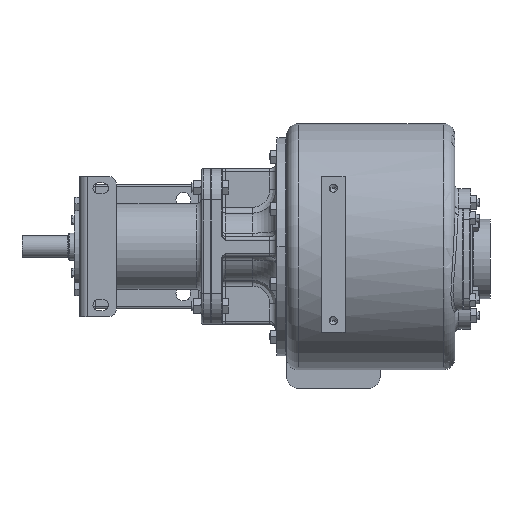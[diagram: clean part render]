
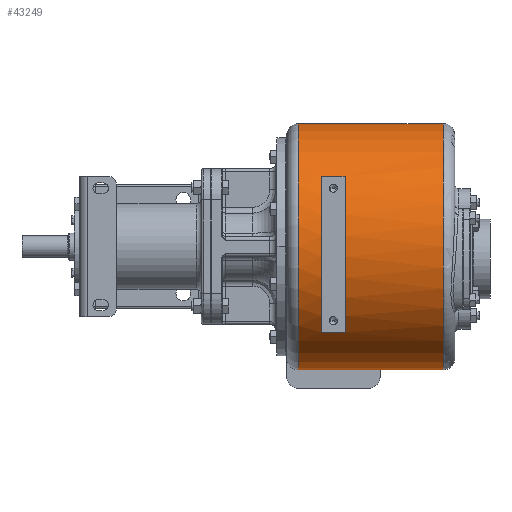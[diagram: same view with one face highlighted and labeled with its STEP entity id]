
A CAD part, front view. The second image highlights one B-rep face of the part: STEP entity #43249.
In plain terms, the highlighted cylindrical face has radius 158 mm (diameter 316 mm), a partial arc.
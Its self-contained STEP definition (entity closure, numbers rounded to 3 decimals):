
#3969=CARTESIAN_POINT('',(-45.,159.,0.));
#3970=DIRECTION('',(-1.,0.,0.));
#3971=DIRECTION('',(0.,0.,-1.));
#3972=AXIS2_PLACEMENT_3D('',#3969,#3970,#3971);
#3974=CARTESIAN_POINT('',(141.,159.,0.));
#3975=DIRECTION('',(1.,0.,0.));
#3976=DIRECTION('',(0.,0.,1.));
#3977=AXIS2_PLACEMENT_3D('',#3974,#3975,#3976);
#3979=DIRECTION('',(1.,0.,0.));
#3980=VECTOR('',#3979,186.);
#3981=CARTESIAN_POINT('',(-45.,159.,-158.));
#3982=LINE('',#3981,#3980);
#3983=DIRECTION('',(-1.,0.,0.));
#3984=VECTOR('',#3983,30.);
#3985=CARTESIAN_POINT('',(15.,45.58,-110.));
#3986=LINE('',#3985,#3984);
#3987=CARTESIAN_POINT('',(15.,159.,0.));
#3988=DIRECTION('',(-1.,0.,0.));
#3989=DIRECTION('',(0.,-0.718,-0.696));
#3990=AXIS2_PLACEMENT_3D('',#3987,#3988,#3989);
#3992=DIRECTION('',(-1.,0.,0.));
#3993=VECTOR('',#3992,30.);
#3994=CARTESIAN_POINT('',(15.,29.139,90.));
#3995=LINE('',#3994,#3993);
#3996=CARTESIAN_POINT('',(-15.,159.,0.));
#3997=DIRECTION('',(-1.,0.,0.));
#3998=DIRECTION('',(0.,-0.718,-0.696));
#3999=AXIS2_PLACEMENT_3D('',#3996,#3997,#3998);
#4009=DIRECTION('',(1.,0.,0.));
#4010=VECTOR('',#4009,186.);
#4011=CARTESIAN_POINT('',(-45.,159.,158.));
#4012=LINE('',#4011,#4010);
#36243=CARTESIAN_POINT('',(-15.,45.58,-110.));
#36244=VERTEX_POINT('',#36243);
#36245=CARTESIAN_POINT('',(15.,45.58,-110.));
#36246=VERTEX_POINT('',#36245);
#36247=CARTESIAN_POINT('',(15.,29.139,90.));
#36248=VERTEX_POINT('',#36247);
#36249=CARTESIAN_POINT('',(-15.,29.139,90.));
#36250=VERTEX_POINT('',#36249);
#36317=CARTESIAN_POINT('',(141.,159.,-158.));
#36318=VERTEX_POINT('',#36317);
#36319=CARTESIAN_POINT('',(141.,159.,158.));
#36320=VERTEX_POINT('',#36319);
#36346=CARTESIAN_POINT('',(-45.,159.,-158.));
#36348=VERTEX_POINT('',#36346);
#36351=CARTESIAN_POINT('',(-45.,159.,158.));
#36352=VERTEX_POINT('',#36351);
#43225=CARTESIAN_POINT('',(-60.,159.,0.));
#43226=DIRECTION('',(-1.,0.,0.));
#43227=DIRECTION('',(0.,0.,1.));
#43228=AXIS2_PLACEMENT_3D('',#43225,#43226,#43227);
#43229=CYLINDRICAL_SURFACE('',#43228,158.);
#43230=ORIENTED_EDGE('',*,*,#43218,.T.);
#43232=ORIENTED_EDGE('',*,*,#43231,.T.);
#43234=ORIENTED_EDGE('',*,*,#43233,.T.);
#43236=ORIENTED_EDGE('',*,*,#43235,.F.);
#43237=EDGE_LOOP('',(#43230,#43232,#43234,#43236));
#43238=FACE_OUTER_BOUND('',#43237,.F.);
#43240=ORIENTED_EDGE('',*,*,#43239,.F.);
#43242=ORIENTED_EDGE('',*,*,#43241,.T.);
#43244=ORIENTED_EDGE('',*,*,#43243,.T.);
#43246=ORIENTED_EDGE('',*,*,#43245,.F.);
#43247=EDGE_LOOP('',(#43240,#43242,#43244,#43246));
#43248=FACE_BOUND('',#43247,.F.);
#43249=ADVANCED_FACE('',(#43238,#43248),#43229,.T.);
#3973=CIRCLE('',#3972,158.);
#3978=CIRCLE('',#3977,158.);
#3991=CIRCLE('',#3990,158.);
#4000=CIRCLE('',#3999,158.);
#43218=EDGE_CURVE('',#36348,#36352,#3973,.T.);
#43231=EDGE_CURVE('',#36352,#36320,#4012,.T.);
#43233=EDGE_CURVE('',#36320,#36318,#3978,.T.);
#43235=EDGE_CURVE('',#36348,#36318,#3982,.T.);
#43239=EDGE_CURVE('',#36246,#36244,#3986,.T.);
#43241=EDGE_CURVE('',#36246,#36248,#3991,.T.);
#43243=EDGE_CURVE('',#36248,#36250,#3995,.T.);
#43245=EDGE_CURVE('',#36244,#36250,#4000,.T.);
